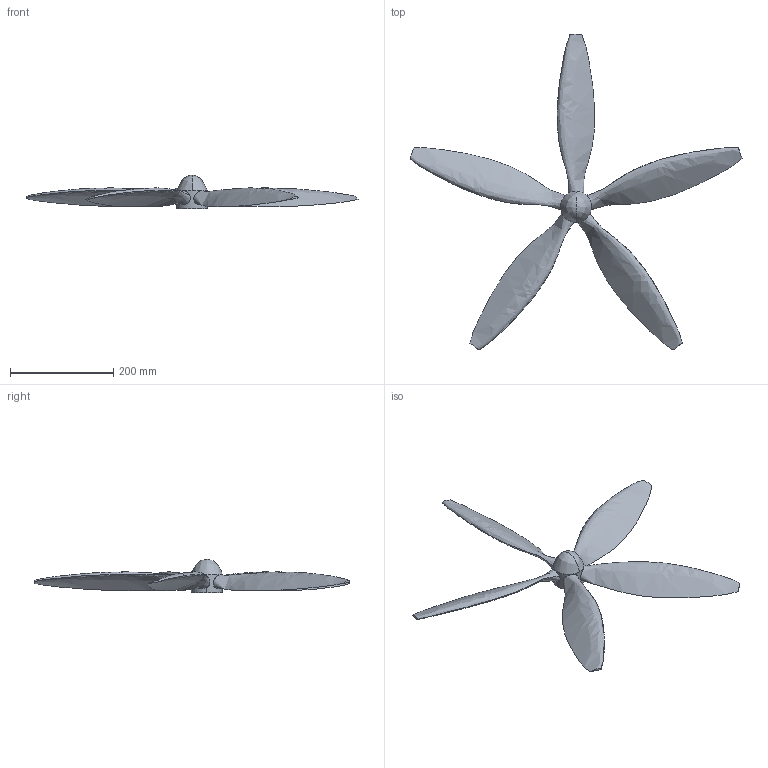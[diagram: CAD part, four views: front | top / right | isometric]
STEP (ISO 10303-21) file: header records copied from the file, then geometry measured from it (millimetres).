
FILE_DESCRIPTION (( 'STEP AP203' ), '1' );
FILE_NAME ('Propeller1_Default_sldprt.STEP', '2020-11-27T00:44:21', ( '???????????? Windows' ), ( '' ), 'SwSTEP 2.0', 'SolidWorks 2016', '' );
FILE_SCHEMA (( 'CONFIG_CONTROL_DESIGN' ));
Length unit declared in the file: millimetre
Products named in the file (1): Propeller1_Default_sldprt
Bounding box: 644.06 x 612.53 x 65 mm (x, y, z)
Volume: 876306.2 mm3; surface area: 206418.3 mm2
Topology: 1 solids, 1 shells, 20 faces, 48 edges, 31 vertices
Faces by surface type: bspline 12, plane 6, cylinder 2
Entity records: 2675 total; most frequent: CARTESIAN_POINT 2244, ORIENTED_EDGE 92, EDGE_CURVE 46, DIRECTION 34, B_SPLINE_CURVE_WITH_KNOTS 34, VERTEX_POINT 31, EDGE_LOOP 23, ADVANCED_FACE 20
